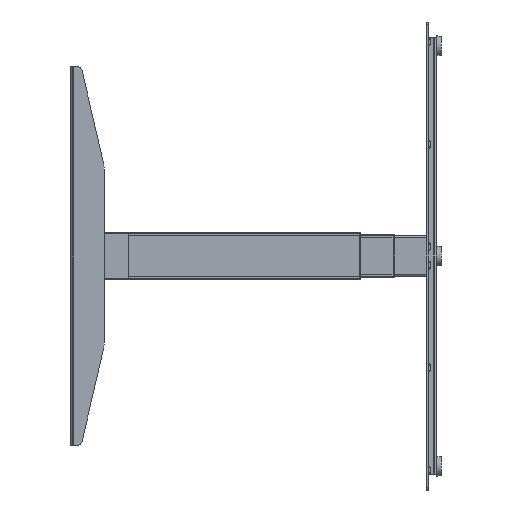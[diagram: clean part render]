
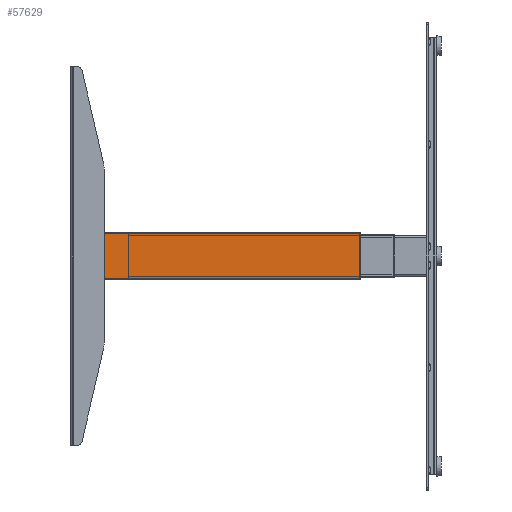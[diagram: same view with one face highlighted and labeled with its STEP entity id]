
A CAD part, left-side view. The second image highlights one B-rep face of the part: STEP entity #57629.
In plain terms, the highlighted planar face has unit normal (-1, 0, 0).
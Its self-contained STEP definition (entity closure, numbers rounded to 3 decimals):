
#540 = EDGE_CURVE ( 'NONE', #49778, #19347, #20304, .T. ) ;
#547 = CIRCLE ( 'NONE', #36229, 0.5 ) ;
#589 = LINE ( 'NONE', #16620, #28856 ) ;
#1292 = AXIS2_PLACEMENT_3D ( 'NONE', #18199, #3216, #19236 ) ;
#2955 = VERTEX_POINT ( 'NONE', #59878 ) ;
#3216 = DIRECTION ( 'NONE',  ( -1., 0., 0. ) ) ;
#3936 = CARTESIAN_POINT ( 'NONE',  ( -693., 694.5, 7. ) ) ;
#4948 = EDGE_CURVE ( 'NONE', #19347, #60666, #38785, .T. ) ;
#7782 = VERTEX_POINT ( 'NONE', #33175 ) ;
#7811 = DIRECTION ( 'NONE',  ( 0., 0., -1. ) ) ;
#8263 = EDGE_CURVE ( 'NONE', #32010, #56216, #11343, .T. ) ;
#8767 = LINE ( 'NONE', #60818, #53862 ) ;
#9856 = EDGE_CURVE ( 'NONE', #7782, #25903, #66906, .T. ) ;
#11236 = VECTOR ( 'NONE', #67774, 1000. ) ;
#11343 = LINE ( 'NONE', #53693, #63694 ) ;
#11377 = CARTESIAN_POINT ( 'NONE',  ( -693., 690.5, 7. ) ) ;
#11439 = ORIENTED_EDGE ( 'NONE', *, *, #9856, .F. ) ;
#12271 = CARTESIAN_POINT ( 'NONE',  ( -693., 690., -6.5 ) ) ;
#13897 = ORIENTED_EDGE ( 'NONE', *, *, #66283, .T. ) ;
#14080 = DIRECTION ( 'NONE',  ( 0., 0., -1. ) ) ;
#14540 = VERTEX_POINT ( 'NONE', #22809 ) ;
#14590 = VECTOR ( 'NONE', #55396, 1000. ) ;
#14973 = CARTESIAN_POINT ( 'NONE',  ( -693., 155.5, -42.5 ) ) ;
#15294 = VERTEX_POINT ( 'NONE', #51467 ) ;
#16216 = CARTESIAN_POINT ( 'NONE',  ( -693., 694.5, -7. ) ) ;
#16620 = CARTESIAN_POINT ( 'NONE',  ( -693., 155.5, 42.5 ) ) ;
#17196 = EDGE_CURVE ( 'NONE', #32646, #32010, #40337, .T. ) ;
#17587 = AXIS2_PLACEMENT_3D ( 'NONE', #33745, #59259, #49868 ) ;
#17740 = ORIENTED_EDGE ( 'NONE', *, *, #26276, .F. ) ;
#17911 = EDGE_LOOP ( 'NONE', ( #13897, #34140, #11439, #21544 ) ) ;
#18074 = VECTOR ( 'NONE', #36373, 1000. ) ;
#18199 = CARTESIAN_POINT ( 'NONE',  ( -693., 694.5, -6.5 ) ) ;
#18933 = ORIENTED_EDGE ( 'NONE', *, *, #8263, .F. ) ;
#19236 = DIRECTION ( 'NONE',  ( 0., 0., 1. ) ) ;
#19347 = VERTEX_POINT ( 'NONE', #32940 ) ;
#19798 = CARTESIAN_POINT ( 'NONE',  ( -693., 690.5, -6.5 ) ) ;
#20304 = LINE ( 'NONE', #3936, #47335 ) ;
#20958 = CARTESIAN_POINT ( 'NONE',  ( -693., 690., 6.5 ) ) ;
#21112 = ORIENTED_EDGE ( 'NONE', *, *, #17196, .F. ) ;
#21544 = ORIENTED_EDGE ( 'NONE', *, *, #29273, .F. ) ;
#22809 = CARTESIAN_POINT ( 'NONE',  ( -693., 155.5, 42.5 ) ) ;
#24576 = CARTESIAN_POINT ( 'NONE',  ( -693., 695., -6.5 ) ) ;
#25903 = VERTEX_POINT ( 'NONE', #64915 ) ;
#26276 = EDGE_CURVE ( 'NONE', #60666, #32646, #61263, .T. ) ;
#26464 = CARTESIAN_POINT ( 'NONE',  ( -693., 690.5, 6.5 ) ) ;
#28777 = AXIS2_PLACEMENT_3D ( 'NONE', #26464, #42540, #69099 ) ;
#28856 = VECTOR ( 'NONE', #48820, 1000. ) ;
#29152 = VERTEX_POINT ( 'NONE', #12271 ) ;
#29273 = EDGE_CURVE ( 'NONE', #14540, #7782, #33015, .T. ) ;
#29807 = PLANE ( 'NONE',  #30356 ) ;
#30356 = AXIS2_PLACEMENT_3D ( 'NONE', #35761, #57085, #7811 ) ;
#32010 = VERTEX_POINT ( 'NONE', #16216 ) ;
#32646 = VERTEX_POINT ( 'NONE', #64543 ) ;
#32940 = CARTESIAN_POINT ( 'NONE',  ( -693., 694.5, 7. ) ) ;
#33015 = LINE ( 'NONE', #14973, #11236 ) ;
#33175 = CARTESIAN_POINT ( 'NONE',  ( -693., 155.5, -42.5 ) ) ;
#33745 = CARTESIAN_POINT ( 'NONE',  ( -693., 694.5, 6.5 ) ) ;
#34140 = ORIENTED_EDGE ( 'NONE', *, *, #57973, .F. ) ;
#34446 = CARTESIAN_POINT ( 'NONE',  ( -693., 690.5, -7. ) ) ;
#34617 = DIRECTION ( 'NONE',  ( 0., 0., 1. ) ) ;
#35761 = CARTESIAN_POINT ( 'NONE',  ( -693., 155.5, -42.5 ) ) ;
#36229 = AXIS2_PLACEMENT_3D ( 'NONE', #19798, #67361, #57574 ) ;
#36373 = DIRECTION ( 'NONE',  ( 0., 0., 1. ) ) ;
#36413 = DIRECTION ( 'NONE',  ( 0., 1., 0. ) ) ;
#38785 = CIRCLE ( 'NONE', #17587, 0.5 ) ;
#39707 = CARTESIAN_POINT ( 'NONE',  ( -693., 695., 6.5 ) ) ;
#39850 = ORIENTED_EDGE ( 'NONE', *, *, #52980, .F. ) ;
#40337 = CIRCLE ( 'NONE', #1292, 0.5 ) ;
#42540 = DIRECTION ( 'NONE',  ( -1., 0., 0. ) ) ;
#43188 = DIRECTION ( 'NONE',  ( 0., -1., 0. ) ) ;
#43327 = CIRCLE ( 'NONE', #28777, 0.5 ) ;
#44177 = ORIENTED_EDGE ( 'NONE', *, *, #540, .F. ) ;
#44301 = ORIENTED_EDGE ( 'NONE', *, *, #59673, .F. ) ;
#47335 = VECTOR ( 'NONE', #36413, 1000. ) ;
#48820 = DIRECTION ( 'NONE',  ( 0., 1., 0. ) ) ;
#49121 = ORIENTED_EDGE ( 'NONE', *, *, #58004, .F. ) ;
#49778 = VERTEX_POINT ( 'NONE', #11377 ) ;
#49868 = DIRECTION ( 'NONE',  ( 0., 0., 1. ) ) ;
#51467 = CARTESIAN_POINT ( 'NONE',  ( -693., 700.5, 42.5 ) ) ;
#51624 = ORIENTED_EDGE ( 'NONE', *, *, #4948, .F. ) ;
#52840 = EDGE_LOOP ( 'NONE', ( #44177, #39850, #49121, #44301, #18933, #21112, #17740, #51624 ) ) ;
#52980 = EDGE_CURVE ( 'NONE', #2955, #49778, #43327, .T. ) ;
#53693 = CARTESIAN_POINT ( 'NONE',  ( -693., 690.5, -7. ) ) ;
#53862 = VECTOR ( 'NONE', #34617, 1000. ) ;
#55396 = DIRECTION ( 'NONE',  ( 0., 1., 0. ) ) ;
#55571 = VECTOR ( 'NONE', #14080, 1000. ) ;
#55737 = CARTESIAN_POINT ( 'NONE',  ( -693., 155.5, -42.5 ) ) ;
#56216 = VERTEX_POINT ( 'NONE', #34446 ) ;
#57085 = DIRECTION ( 'NONE',  ( 1., 0., 0. ) ) ;
#57574 = DIRECTION ( 'NONE',  ( 0., 0., 1. ) ) ;
#57629 = ADVANCED_FACE ( 'NONE', ( #62308, #67220 ), #29807, .F. ) ;
#57973 = EDGE_CURVE ( 'NONE', #25903, #15294, #8767, .T. ) ;
#58004 = EDGE_CURVE ( 'NONE', #29152, #2955, #58041, .T. ) ;
#58041 = LINE ( 'NONE', #20958, #18074 ) ;
#59259 = DIRECTION ( 'NONE',  ( -1., 0., 0. ) ) ;
#59673 = EDGE_CURVE ( 'NONE', #56216, #29152, #547, .T. ) ;
#59878 = CARTESIAN_POINT ( 'NONE',  ( -693., 690., 6.5 ) ) ;
#60666 = VERTEX_POINT ( 'NONE', #39707 ) ;
#60818 = CARTESIAN_POINT ( 'NONE',  ( -693., 700.5, -42.5 ) ) ;
#61263 = LINE ( 'NONE', #24576, #55571 ) ;
#62308 = FACE_BOUND ( 'NONE', #52840, .T. ) ;
#63694 = VECTOR ( 'NONE', #43188, 1000. ) ;
#64543 = CARTESIAN_POINT ( 'NONE',  ( -693., 695., -6.5 ) ) ;
#64915 = CARTESIAN_POINT ( 'NONE',  ( -693., 700.5, -42.5 ) ) ;
#66283 = EDGE_CURVE ( 'NONE', #14540, #15294, #589, .T. ) ;
#66906 = LINE ( 'NONE', #55737, #14590 ) ;
#67220 = FACE_OUTER_BOUND ( 'NONE', #17911, .T. ) ;
#67361 = DIRECTION ( 'NONE',  ( -1., 0., 0. ) ) ;
#67774 = DIRECTION ( 'NONE',  ( 0., 0., -1. ) ) ;
#69099 = DIRECTION ( 'NONE',  ( 0., 0., 1. ) ) ;
